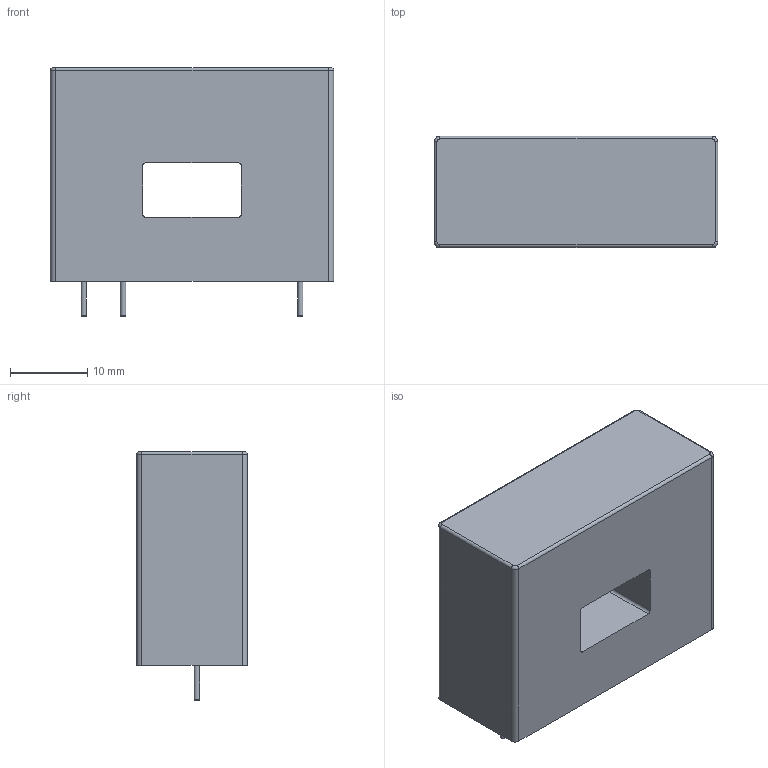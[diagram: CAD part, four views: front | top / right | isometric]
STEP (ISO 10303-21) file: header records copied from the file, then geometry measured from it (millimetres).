
FILE_DESCRIPTION(/* description */ ('model of LEM_LA25-P'),/* implementation_level */ '2;1');
FILE_NAME(/* name */ 'LEM_LA25-P.step',/* time_stamp */ '2018-02-18T16:54:04',/* author */ ('kicad StepUp','ksu'),/* organization */ ('FreeCAD'),/* preprocessor_version */ 'OCC',/* originating_system */ 'kicad StepUp',/* authorisation */ '');
FILE_SCHEMA(('AUTOMOTIVE_DESIGN { 1 0 10303 214 1 1 1 1 }'));
Length unit declared in the file: millimetre
Products named in the file (5): ASSEMBLY; LEM_LA25_P001; Shape0_119520066676; Shape0_442838470035; LEM_LA25_P
Assembly tree (4 placements, depth 2):
  ASSEMBLY
    LEM_LA25_P001
    Shape0_119520066676
    Shape0_442838470035
    LEM_LA25_P
Bounding box: 36.6 x 14.35 x 32.1 mm (x, y, z)
Surface area: 8415.1 mm2
Topology: 6 solids, 6 shells, 70 faces, 155 edges, 97 vertices
Faces by surface type: plane 32, cylinder 27, torus 11
Full cylindrical faces by diameter (mm): 0.7 x3
Entity records: 2075 total; most frequent: DIRECTION 373, CARTESIAN_POINT 327, ORIENTED_EDGE 310, EDGE_CURVE 155, AXIS2_PLACEMENT_3D 143, VERTEX_POINT 97, LINE 87, VECTOR 87
